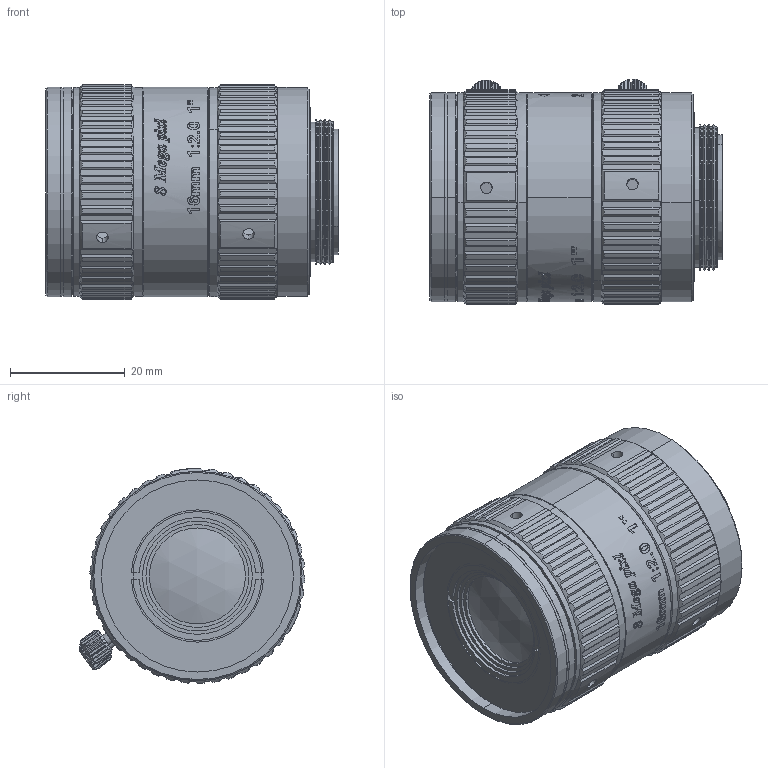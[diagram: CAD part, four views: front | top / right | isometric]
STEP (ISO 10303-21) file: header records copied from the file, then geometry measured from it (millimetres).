
FILE_DESCRIPTION((''),'2;1');
FILE_NAME('EN8MPL1620_ASM_ASM','2019-07-24T',('h020947'),(''),'PRO/ENGINEER BY PARAMETRIC TECHNOLOGY CORPORATION, 2015240','PRO/ENGINEER BY PARAMETRIC TECHNOLOGY CORPORATION, 2015240','');
FILE_SCHEMA(('CONFIG_CONTROL_DESIGN'));
Products named in the file (31): EN8MPL1620-02; EN8MPL1620-03; EN8MPL1620-04; EN8MPL1620-06; EN8MPL1620-07; EN8MPL1620-09; EN8MPL1620-10; EN8MPL1620-08_ASM_ASM; EN8MPL1620-11; EN8MPL1620-05_ASM_ASM; EN8MPL1620-12; EN8MPL1620-13; EN8MPL1620-14; EN8MPL1620-16; EN8MPL1620-17; EN8MPL1620-18; EN8MPL1620-19; EN8MPL1620-15_ASM_ASM; EN8MPL1620-20; EN8MPL1620-22; EN8MPL1620-23; EN8MPL1620-24; EN8MPL1620-25; EN8MPL1620-26; EN8MPL1620-21_ASM_ASM; EN8MPL1620-27; EN8MPL1620-28; EN8MPL1620-29; EN8MPL1620-01_ASM_ASM; EN8MPL1620-00_ASM_ASM; EN8MPL1620_ASM_ASM
Assembly tree (30 placements, depth 6):
  EN8MPL1620_ASM_ASM
    EN8MPL1620-00_ASM_ASM
      EN8MPL1620-01_ASM_ASM
        EN8MPL1620-02
        EN8MPL1620-03
        EN8MPL1620-04
        EN8MPL1620-05_ASM_ASM
          EN8MPL1620-06
          EN8MPL1620-07
          EN8MPL1620-08_ASM_ASM
            EN8MPL1620-09
            EN8MPL1620-10
          EN8MPL1620-11
        EN8MPL1620-12
        EN8MPL1620-13
        EN8MPL1620-14
        EN8MPL1620-15_ASM_ASM
          EN8MPL1620-16
          EN8MPL1620-17
          EN8MPL1620-18
          EN8MPL1620-19
        EN8MPL1620-20
        EN8MPL1620-21_ASM_ASM
          EN8MPL1620-22
          EN8MPL1620-23
          EN8MPL1620-24
          EN8MPL1620-25
          EN8MPL1620-26
        EN8MPL1620-27
        EN8MPL1620-28
        EN8MPL1620-29
Bounding box: 50.82 x 39.28 x 37.4 mm (x, y, z)
Volume: 9540.8 mm3; surface area: 20654.2 mm2
Topology: 23 solids, 23 shells, 1681 faces, 4688 edges, 3123 vertices
Faces by surface type: plane 697, cylinder 362, bspline 336, extrusion 178, cone 93, torus 13, sphere 2
Entity records: 73773 total; most frequent: CARTESIAN_POINT 33393, ORIENTED_EDGE 9372, DIRECTION 6561, EDGE_CURVE 4686, VERTEX_POINT 3123, AXIS2_PLACEMENT_3D 2281, B_SPLINE_CURVE_WITH_KNOTS 2019, VECTOR 1999
